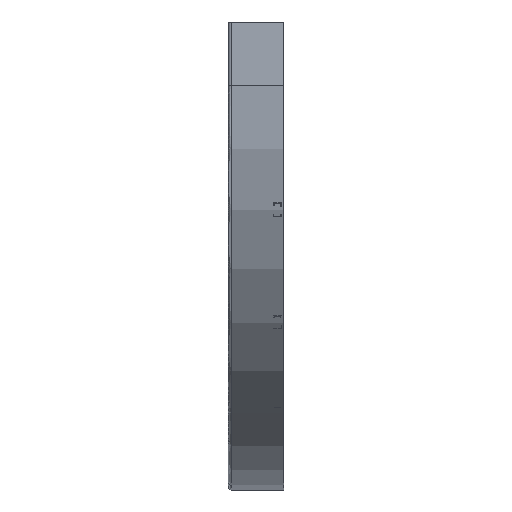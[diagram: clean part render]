
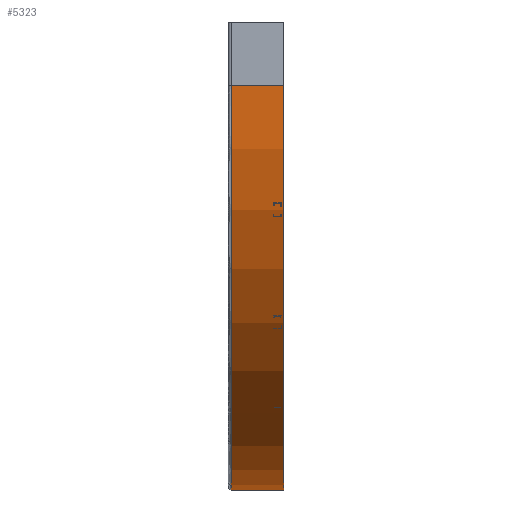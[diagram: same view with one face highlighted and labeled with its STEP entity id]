
A CAD part, left-side view. The second image highlights one B-rep face of the part: STEP entity #5323.
In plain terms, the highlighted cylindrical face has radius 800 mm (diameter 1600 mm), a partial arc.
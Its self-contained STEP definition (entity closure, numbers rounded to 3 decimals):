
#384 = CARTESIAN_POINT ( 'NONE',  ( -800., 0., -925. ) ) ;
#680 = CIRCLE ( 'NONE', #2701, 800. ) ;
#791 = VERTEX_POINT ( 'NONE', #2475 ) ;
#896 = ORIENTED_EDGE ( 'NONE', *, *, #3758, .T. ) ;
#954 = VERTEX_POINT ( 'NONE', #5315 ) ;
#1446 = LINE ( 'NONE', #384, #5584 ) ;
#1643 = CYLINDRICAL_SURFACE ( 'NONE', #5563, 800. ) ;
#1645 = DIRECTION ( 'NONE',  ( 0., 0., 1. ) ) ;
#1772 = CIRCLE ( 'NONE', #4255, 800. ) ;
#1823 = EDGE_LOOP ( 'NONE', ( #896, #2274, #2926, #6304 ) ) ;
#1874 = CARTESIAN_POINT ( 'NONE',  ( -800., 0., -925. ) ) ;
#2257 = DIRECTION ( 'NONE',  ( 0., 1., 0. ) ) ;
#2274 = ORIENTED_EDGE ( 'NONE', *, *, #4844, .T. ) ;
#2435 = EDGE_CURVE ( 'NONE', #954, #5426, #680, .T. ) ;
#2475 = CARTESIAN_POINT ( 'NONE',  ( 0., 0., -125. ) ) ;
#2701 = AXIS2_PLACEMENT_3D ( 'NONE', #6240, #3329, #6060 ) ;
#2876 = FACE_OUTER_BOUND ( 'NONE', #1823, .T. ) ;
#2913 = VERTEX_POINT ( 'NONE', #1874 ) ;
#2926 = ORIENTED_EDGE ( 'NONE', *, *, #2435, .T. ) ;
#3290 = CARTESIAN_POINT ( 'NONE',  ( 0., 104., -125. ) ) ;
#3329 = DIRECTION ( 'NONE',  ( 0., -1., 0. ) ) ;
#3430 = VECTOR ( 'NONE', #6019, 1000. ) ;
#3523 = LINE ( 'NONE', #6050, #3430 ) ;
#3758 = EDGE_CURVE ( 'NONE', #791, #2913, #1772, .T. ) ;
#3821 = CARTESIAN_POINT ( 'NONE',  ( -800., 0., -125. ) ) ;
#3844 = DIRECTION ( 'NONE',  ( 0., 1., 0. ) ) ;
#3851 = DIRECTION ( 'NONE',  ( 0., 0., 1. ) ) ;
#3918 = EDGE_CURVE ( 'NONE', #5426, #791, #3523, .T. ) ;
#4255 = AXIS2_PLACEMENT_3D ( 'NONE', #3821, #3844, #3851 ) ;
#4844 = EDGE_CURVE ( 'NONE', #2913, #954, #1446, .T. ) ;
#5315 = CARTESIAN_POINT ( 'NONE',  ( -800., 104., -925. ) ) ;
#5323 = ADVANCED_FACE ( 'NONE', ( #2876 ), #1643, .T. ) ;
#5426 = VERTEX_POINT ( 'NONE', #3290 ) ;
#5563 = AXIS2_PLACEMENT_3D ( 'NONE', #6608, #2257, #1645 ) ;
#5584 = VECTOR ( 'NONE', #6979, 1000. ) ;
#6019 = DIRECTION ( 'NONE',  ( 0., -1., 0. ) ) ;
#6050 = CARTESIAN_POINT ( 'NONE',  ( 0., 0., -125. ) ) ;
#6060 = DIRECTION ( 'NONE',  ( 0., 0., 1. ) ) ;
#6240 = CARTESIAN_POINT ( 'NONE',  ( -800., 104., -125. ) ) ;
#6304 = ORIENTED_EDGE ( 'NONE', *, *, #3918, .T. ) ;
#6608 = CARTESIAN_POINT ( 'NONE',  ( -800., 0., -125. ) ) ;
#6979 = DIRECTION ( 'NONE',  ( 0., 1., 0. ) ) ;
